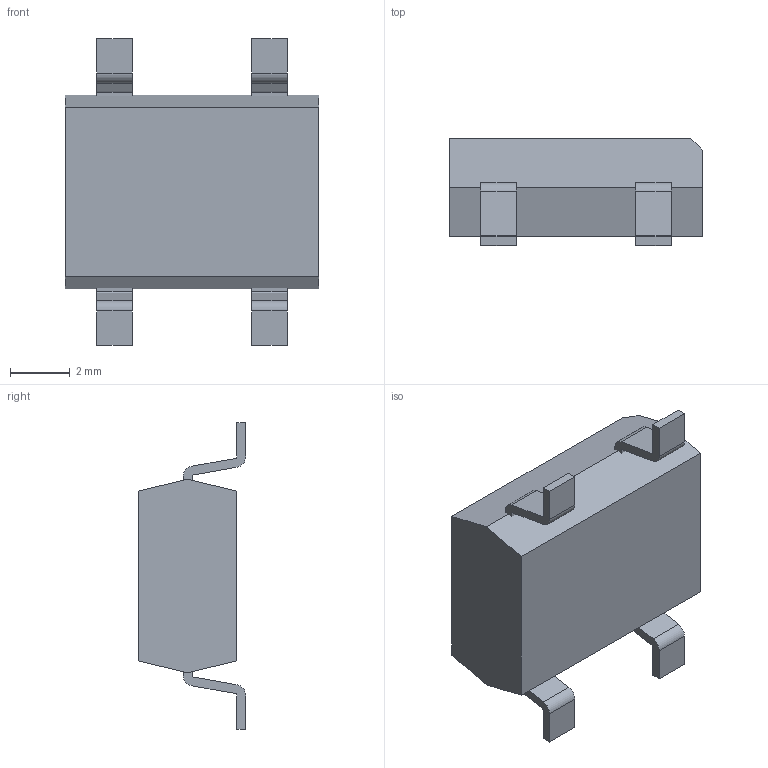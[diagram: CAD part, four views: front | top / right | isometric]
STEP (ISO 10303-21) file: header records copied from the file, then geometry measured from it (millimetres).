
FILE_DESCRIPTION (( 'STEP AP214' ), '1' );
FILE_NAME ('4-DBS.STEP', '2023-11-30T07:23:33', ( '' ), ( '' ), 'SwSTEP 2.0', 'SolidWorks 2023', '' );
FILE_SCHEMA (( 'AUTOMOTIVE_DESIGN' ));
Length unit declared in the file: millimetre
Products named in the file (1): 4-DBS
Bounding box: 8.5 x 3.6 x 10.3 mm (x, y, z)
Volume: 176 mm3; surface area: 240.8 mm2
Topology: 5 solids, 5 shells, 69 faces, 197 edges, 142 vertices
Faces by surface type: plane 53, cylinder 16
Entity records: 3257 total; most frequent: CARTESIAN_POINT 593, ORIENTED_EDGE 394, DIRECTION 357, EDGE_CURVE 197, LINE 153, VECTOR 153, VERTEX_POINT 142, AXIS2_PLACEMENT_3D 102
